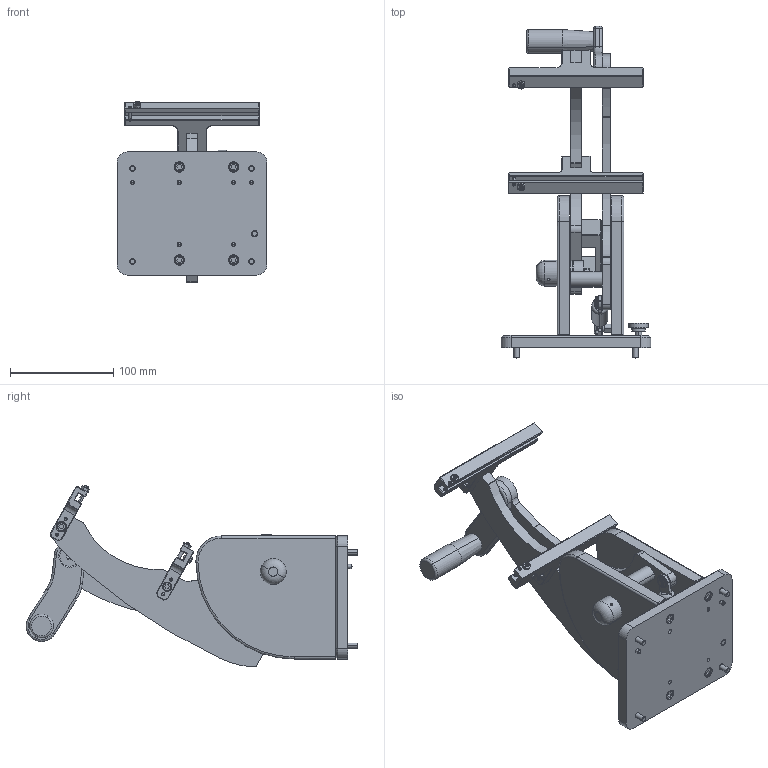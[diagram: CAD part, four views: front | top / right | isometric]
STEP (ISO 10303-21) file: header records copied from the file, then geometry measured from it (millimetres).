
FILE_DESCRIPTION (( 'STEP AP214' ), '1' );
FILE_NAME ('INGUN_45668_offen.STEP', '2025-02-12T14:12:13', ( '' ), ( '' ), 'SwSTEP 2.0', 'SolidWorks 2023', '' );
FILE_SCHEMA (( 'AUTOMOTIVE_DESIGN' ));
Length unit declared in the file: millimetre
Products named in the file (44): 41858~0_S; DIN6325~n_04,0m6x016; 17281~0_S; K_36518~0; 1720~0; 4824~0; 52469~0_KUNDE<S>; DIN6325~n_03,0m6x016; 52473~0_S; 51861~0_<Standard>; DIN6325~n_04,0m6x014; K_36517~0_Standard ohne Dyn Punkt<Standard>; 41853~0; 42065~0; 41845~2; DIN_6799_-_A2~n_d 5; DIN6325~n_03,0m6x026; 42063~0_S; DIN912~n_M06,0x016; 52471~0_KUNDE<S>; 46227~0; 23469~0; DIN912~n_M05,0x020; 41569~2; 2351~0; 41855~1_S; DIN934~n_M08,0x1,00; 48565~1_S; 41859~4_KUNDE<S>; INGUN_45668_offen; DIN7991~n_M05,0x016; 41854~0_S; 57801~2_S; DIN934~n_M04,0; 41846~0; 49317~0; 41570~13_KUNDE open<S>; DIN912~n_M05,0x010; 40769~0; 42064~0_S ...
Assembly tree (63 placements, depth 4):
  INGUN_45668_offen
    41570~13_KUNDE open<S>
      41569~2
      52472~0_KUNDE<S>
      52471~0_KUNDE<S>
      41859~4_KUNDE<S>
      52469~0_KUNDE<S>
      41855~1_S
      41858~0_S
      52473~0_S
      41846~0
      41845~2
      2351~0
      41848~0_S
      41853~0
      4824~0
      48565~1_S
      57801~2_S
      49317~0
      1720~0
      51861~0_<Standard>
        K_36517~0_Standard ohne Dyn Punkt<Standard>
        K_36518~0
      42065~0
      42063~0_S
      42064~0_S
      DIN912~n_M06,0x016
      DIN912~n_M05,0x010
      DIN912~n_M05,0x016  x8
      DIN912~n_M05,0x020
      DIN7991~n_M05,0x016
      40769~0
      DIN6325~n_04,0m6x016  x3
      DIN6325~n_04,0m6x014  x3
      DIN6325~n_03,0m6x016
      DIN6325~n_03,0m6x026  x2
      23469~0
      DIN934~n_M08,0x1,00
      DIN934~n_M04,0
      DIN125~n_06,4 M06,0 Fase  x2
      DIN_6799_-_A2~n_d 5
      46227~0
      17281~0_S  x2
    41854~0_S
    DIN912~n_M05,0x020
    DIN6325~n_03,0m6x026  x2
    DIN6325~n_03,0m6x016
    DIN934~n_M04,0
    42065~0
Bounding box: 145 x 320.93 x 175.56 mm (x, y, z)
Volume: 938700.2 mm3; surface area: 260250.8 mm2
Topology: 65 solids, 65 shells, 1424 faces, 3296 edges, 2080 vertices
Faces by surface type: plane 616, cylinder 483, cone 218, sphere 54, torus 39, bspline 14
Entity records: 36031 total; most frequent: CARTESIAN_POINT 6313, DIRECTION 6062, ORIENTED_EDGE 5302, EDGE_CURVE 2651, AXIS2_PLACEMENT_3D 2337, VERTEX_POINT 1674, LINE 1388, VECTOR 1388
